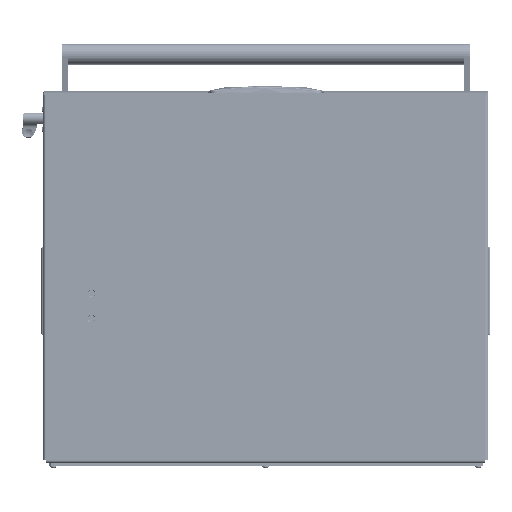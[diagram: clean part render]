
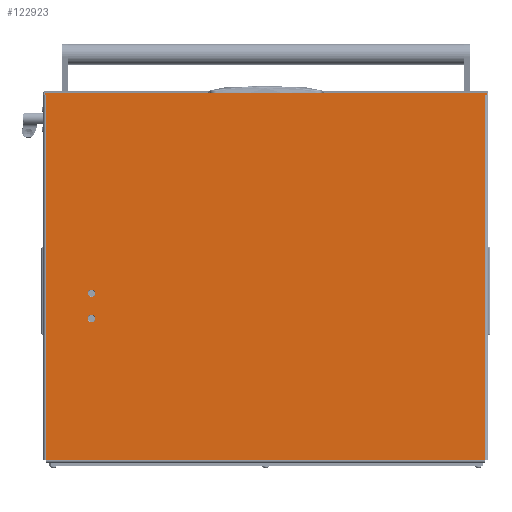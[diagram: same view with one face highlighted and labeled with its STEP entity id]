
A CAD part, front view. The second image highlights one B-rep face of the part: STEP entity #122923.
In plain terms, the highlighted face is planar.
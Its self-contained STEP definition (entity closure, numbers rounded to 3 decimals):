
#12 = CARTESIAN_POINT ( 'NONE',  ( 506., 0., 0. ) ) ;
#1654 = VERTEX_POINT ( 'NONE', #3665 ) ;
#2492 = CARTESIAN_POINT ( 'NONE',  ( 0., 608., 0. ) ) ;
#3665 = CARTESIAN_POINT ( 'NONE',  ( 0., -2., 0. ) ) ;
#4160 = LINE ( 'NONE', #85814, #38846 ) ;
#4484 = VECTOR ( 'NONE', #159315, 1000. ) ;
#4682 = CARTESIAN_POINT ( 'NONE',  ( 0., -4., 0. ) ) ;
#5046 = DIRECTION ( 'NONE',  ( -1., 0., 0. ) ) ;
#5326 = CARTESIAN_POINT ( 'NONE',  ( -2., -2., 0. ) ) ;
#8406 = VERTEX_POINT ( 'NONE', #57973 ) ;
#12896 = DIRECTION ( 'NONE',  ( 0., 0., -1. ) ) ;
#14129 = CARTESIAN_POINT ( 'NONE',  ( 269.8, 545., 0. ) ) ;
#15899 = CIRCLE ( 'NONE', #74666, 5.2 ) ;
#18158 = DIRECTION ( 'NONE',  ( 0., 0., -1. ) ) ;
#19829 = EDGE_LOOP ( 'NONE', ( #137192, #47938 ) ) ;
#21230 = DIRECTION ( 'NONE',  ( -1., 0., 0. ) ) ;
#24729 = EDGE_CURVE ( 'NONE', #135157, #93722, #131788, .T. ) ;
#28656 = AXIS2_PLACEMENT_3D ( 'NONE', #154677, #34406, #21230 ) ;
#28891 = DIRECTION ( 'NONE',  ( -1., 0., 0. ) ) ;
#29547 = LINE ( 'NONE', #95425, #91280 ) ;
#29767 = PLANE ( 'NONE',  #96524 ) ;
#32617 = VECTOR ( 'NONE', #122511, 1000. ) ;
#33110 = DIRECTION ( 'NONE',  ( 1., 0., 0. ) ) ;
#34406 = DIRECTION ( 'NONE',  ( 0., 0., -1. ) ) ;
#36763 = ORIENTED_EDGE ( 'NONE', *, *, #62511, .T. ) ;
#38846 = VECTOR ( 'NONE', #5046, 1000. ) ;
#41209 = FACE_BOUND ( 'NONE', #152226, .T. ) ;
#41499 = ORIENTED_EDGE ( 'NONE', *, *, #138778, .T. ) ;
#41916 = DIRECTION ( 'NONE',  ( 0., 1., 0. ) ) ;
#42075 = FACE_BOUND ( 'NONE', #19829, .T. ) ;
#44170 = VECTOR ( 'NONE', #153895, 1000. ) ;
#45474 = CIRCLE ( 'NONE', #28656, 5.2 ) ;
#47938 = ORIENTED_EDGE ( 'NONE', *, *, #95650, .F. ) ;
#48406 = ORIENTED_EDGE ( 'NONE', *, *, #24729, .F. ) ;
#49640 = EDGE_CURVE ( 'NONE', #106420, #169550, #150747, .T. ) ;
#57051 = ORIENTED_EDGE ( 'NONE', *, *, #49640, .T. ) ;
#57973 = CARTESIAN_POINT ( 'NONE',  ( 0., 0., 0. ) ) ;
#61142 = CARTESIAN_POINT ( 'NONE',  ( 275., 545., 0. ) ) ;
#62511 = EDGE_CURVE ( 'NONE', #1654, #106420, #29547, .T. ) ;
#64686 = VECTOR ( 'NONE', #167847, 1000. ) ;
#65399 = CARTESIAN_POINT ( 'NONE',  ( 0., 610., 0. ) ) ;
#65427 = CARTESIAN_POINT ( 'NONE',  ( 0., 0., 0. ) ) ;
#67183 = LINE ( 'NONE', #65427, #32617 ) ;
#67682 = ORIENTED_EDGE ( 'NONE', *, *, #162932, .F. ) ;
#69970 = ORIENTED_EDGE ( 'NONE', *, *, #116343, .F. ) ;
#71354 = LINE ( 'NONE', #4682, #44170 ) ;
#71678 = DIRECTION ( 'NONE',  ( -1., 0., 0. ) ) ;
#71680 = DIRECTION ( 'NONE',  ( 0., 0., -1. ) ) ;
#74666 = AXIS2_PLACEMENT_3D ( 'NONE', #61142, #71680, #154222 ) ;
#75774 = AXIS2_PLACEMENT_3D ( 'NONE', #138479, #18158, #71678 ) ;
#76992 = ORIENTED_EDGE ( 'NONE', *, *, #90947, .F. ) ;
#79616 = CARTESIAN_POINT ( 'NONE',  ( 310., 545., 0. ) ) ;
#85653 = VERTEX_POINT ( 'NONE', #2492 ) ;
#85814 = CARTESIAN_POINT ( 'NONE',  ( 0., 608., 0. ) ) ;
#89475 = EDGE_LOOP ( 'NONE', ( #69970, #36763, #57051, #158088, #67682, #92337, #41499, #76992 ) ) ;
#90947 = EDGE_CURVE ( 'NONE', #8406, #171647, #67183, .T. ) ;
#91280 = VECTOR ( 'NONE', #122644, 1000. ) ;
#92056 = EDGE_CURVE ( 'NONE', #107466, #85653, #4160, .T. ) ;
#92337 = ORIENTED_EDGE ( 'NONE', *, *, #92056, .F. ) ;
#93035 = FACE_OUTER_BOUND ( 'NONE', #89475, .T. ) ;
#93722 = VERTEX_POINT ( 'NONE', #168069 ) ;
#95372 = CIRCLE ( 'NONE', #75774, 5.2 ) ;
#95425 = CARTESIAN_POINT ( 'NONE',  ( 0., -2., 0. ) ) ;
#95650 = EDGE_CURVE ( 'NONE', #101829, #97209, #45474, .T. ) ;
#96524 = AXIS2_PLACEMENT_3D ( 'NONE', #149179, #146600, #28891 ) ;
#97209 = VERTEX_POINT ( 'NONE', #14129 ) ;
#97446 = CARTESIAN_POINT ( 'NONE',  ( 280.2, 545., 0. ) ) ;
#101123 = CARTESIAN_POINT ( 'NONE',  ( 0., -4., 0. ) ) ;
#101829 = VERTEX_POINT ( 'NONE', #97446 ) ;
#105799 = LINE ( 'NONE', #161051, #4484 ) ;
#106420 = VERTEX_POINT ( 'NONE', #5326 ) ;
#107466 = VERTEX_POINT ( 'NONE', #127790 ) ;
#110332 = DIRECTION ( 'NONE',  ( -1., 0., 0. ) ) ;
#116343 = EDGE_CURVE ( 'NONE', #1654, #8406, #127437, .T. ) ;
#119473 = CARTESIAN_POINT ( 'NONE',  ( -2., 610., 0. ) ) ;
#119491 = VECTOR ( 'NONE', #33110, 1000. ) ;
#121358 = VERTEX_POINT ( 'NONE', #65399 ) ;
#122511 = DIRECTION ( 'NONE',  ( 1., 0., 0. ) ) ;
#122644 = DIRECTION ( 'NONE',  ( -1., 0., 0. ) ) ;
#122731 = ORIENTED_EDGE ( 'NONE', *, *, #172374, .F. ) ;
#122923 = ADVANCED_FACE ( 'NONE', ( #42075, #41209, #93035 ), #29767, .T. ) ;
#127437 = LINE ( 'NONE', #101123, #64686 ) ;
#127790 = CARTESIAN_POINT ( 'NONE',  ( 506., 608., 0. ) ) ;
#131788 = CIRCLE ( 'NONE', #137465, 5.2 ) ;
#135157 = VERTEX_POINT ( 'NONE', #163631 ) ;
#136737 = CARTESIAN_POINT ( 'NONE',  ( -2., -4., 0. ) ) ;
#137192 = ORIENTED_EDGE ( 'NONE', *, *, #168872, .F. ) ;
#137465 = AXIS2_PLACEMENT_3D ( 'NONE', #79616, #12896, #110332 ) ;
#138479 = CARTESIAN_POINT ( 'NONE',  ( 310., 545., 0. ) ) ;
#138778 = EDGE_CURVE ( 'NONE', #107466, #171647, #105799, .T. ) ;
#146600 = DIRECTION ( 'NONE',  ( 0., 0., -1. ) ) ;
#149179 = CARTESIAN_POINT ( 'NONE',  ( 0., 608., 0. ) ) ;
#150747 = LINE ( 'NONE', #136737, #170075 ) ;
#152226 = EDGE_LOOP ( 'NONE', ( #48406, #122731 ) ) ;
#153895 = DIRECTION ( 'NONE',  ( 0., 1., 0. ) ) ;
#154222 = DIRECTION ( 'NONE',  ( -1., 0., 0. ) ) ;
#154224 = LINE ( 'NONE', #166531, #119491 ) ;
#154677 = CARTESIAN_POINT ( 'NONE',  ( 275., 545., 0. ) ) ;
#158088 = ORIENTED_EDGE ( 'NONE', *, *, #161353, .T. ) ;
#159315 = DIRECTION ( 'NONE',  ( 0., -1., 0. ) ) ;
#161051 = CARTESIAN_POINT ( 'NONE',  ( 506., 608., 0. ) ) ;
#161353 = EDGE_CURVE ( 'NONE', #169550, #121358, #154224, .T. ) ;
#162932 = EDGE_CURVE ( 'NONE', #85653, #121358, #71354, .T. ) ;
#163631 = CARTESIAN_POINT ( 'NONE',  ( 304.8, 545., 0. ) ) ;
#166531 = CARTESIAN_POINT ( 'NONE',  ( 0., 610., 0. ) ) ;
#167847 = DIRECTION ( 'NONE',  ( 0., 1., 0. ) ) ;
#168069 = CARTESIAN_POINT ( 'NONE',  ( 315.2, 545., 0. ) ) ;
#168872 = EDGE_CURVE ( 'NONE', #97209, #101829, #15899, .T. ) ;
#169550 = VERTEX_POINT ( 'NONE', #119473 ) ;
#170075 = VECTOR ( 'NONE', #41916, 1000. ) ;
#171647 = VERTEX_POINT ( 'NONE', #12 ) ;
#172374 = EDGE_CURVE ( 'NONE', #93722, #135157, #95372, .T. ) ;
